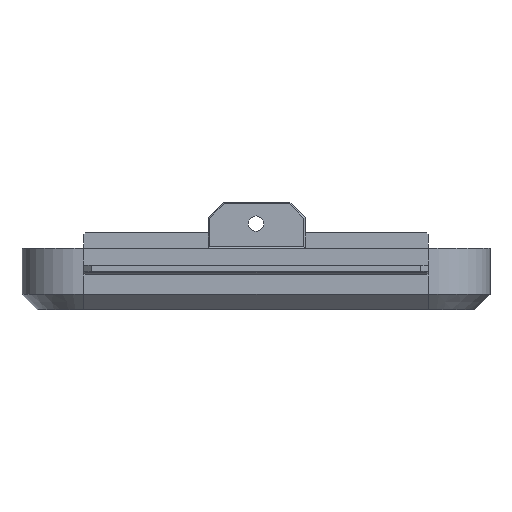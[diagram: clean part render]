
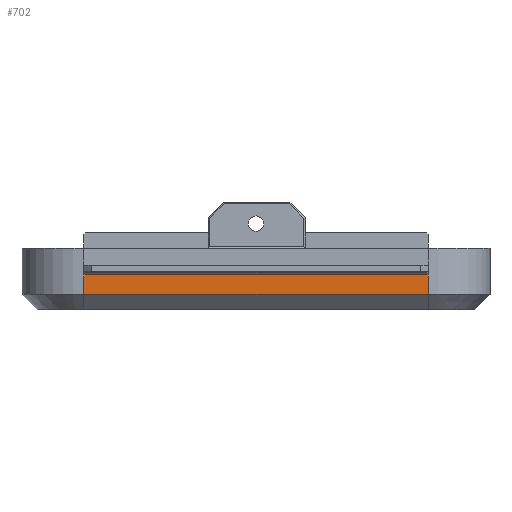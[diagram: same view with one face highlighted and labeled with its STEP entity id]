
A CAD part, left-side view. The second image highlights one B-rep face of the part: STEP entity #702.
In plain terms, the highlighted planar face has unit normal (-1, 0, 0).
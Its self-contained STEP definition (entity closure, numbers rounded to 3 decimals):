
#58 = VERTEX_POINT('',#59);
#59 = CARTESIAN_POINT('',(-31.882,11.426,-8.1));
#190 = VERTEX_POINT('',#191);
#191 = CARTESIAN_POINT('',(-31.882,11.326,-8.2));
#199 = EDGE_CURVE('',#190,#58,#200,.T.);
#200 = LINE('',#201,#202);
#201 = CARTESIAN_POINT('',(-31.882,11.326,-8.2));
#202 = VECTOR('',#203,1.);
#203 = DIRECTION('',(0.,0.707,0.707));
#476 = VERTEX_POINT('',#477);
#477 = CARTESIAN_POINT('',(-31.882,11.426,-9.5));
#484 = EDGE_CURVE('',#58,#476,#485,.T.);
#485 = LINE('',#486,#487);
#486 = CARTESIAN_POINT('',(-31.882,11.426,4.5));
#487 = VECTOR('',#488,1.);
#488 = DIRECTION('',(0.,0.,-1.));
#636 = VERTEX_POINT('',#637);
#637 = CARTESIAN_POINT('',(-31.882,-10.974,-8.1));
#685 = VERTEX_POINT('',#686);
#686 = CARTESIAN_POINT('',(-31.882,-10.874,-8.2));
#692 = EDGE_CURVE('',#190,#685,#693,.T.);
#693 = LINE('',#694,#695);
#694 = CARTESIAN_POINT('',(-31.882,11.426,-8.2));
#695 = VECTOR('',#696,1.);
#696 = DIRECTION('',(0.,-1.,0.));
#702 = ADVANCED_FACE('',(#703),#728,.T.);
#703 = FACE_BOUND('',#704,.T.);
#704 = EDGE_LOOP('',(#705,#706,#707,#715,#721,#727));
#705 = ORIENTED_EDGE('',*,*,#199,.T.);
#706 = ORIENTED_EDGE('',*,*,#484,.T.);
#707 = ORIENTED_EDGE('',*,*,#708,.T.);
#708 = EDGE_CURVE('',#476,#709,#711,.T.);
#709 = VERTEX_POINT('',#710);
#710 = CARTESIAN_POINT('',(-31.882,-10.974,-9.5));
#711 = LINE('',#712,#713);
#712 = CARTESIAN_POINT('',(-31.882,11.426,-9.5));
#713 = VECTOR('',#714,1.);
#714 = DIRECTION('',(0.,-1.,0.));
#715 = ORIENTED_EDGE('',*,*,#716,.F.);
#716 = EDGE_CURVE('',#636,#709,#717,.T.);
#717 = LINE('',#718,#719);
#718 = CARTESIAN_POINT('',(-31.882,-10.974,4.5));
#719 = VECTOR('',#720,1.);
#720 = DIRECTION('',(0.,0.,-1.));
#721 = ORIENTED_EDGE('',*,*,#722,.F.);
#722 = EDGE_CURVE('',#685,#636,#723,.T.);
#723 = LINE('',#724,#725);
#724 = CARTESIAN_POINT('',(-31.882,-10.874,-8.2));
#725 = VECTOR('',#726,1.);
#726 = DIRECTION('',(0.,-0.707,0.707));
#727 = ORIENTED_EDGE('',*,*,#692,.F.);
#728 = PLANE('',#729);
#729 = AXIS2_PLACEMENT_3D('',#730,#731,#732);
#730 = CARTESIAN_POINT('',(-31.882,11.426,4.5));
#731 = DIRECTION('',(-1.,-0.,-0.));
#732 = DIRECTION('',(0.,-1.,0.));
